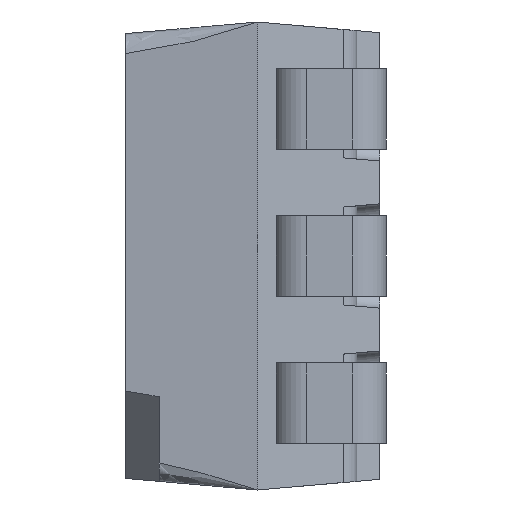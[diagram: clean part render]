
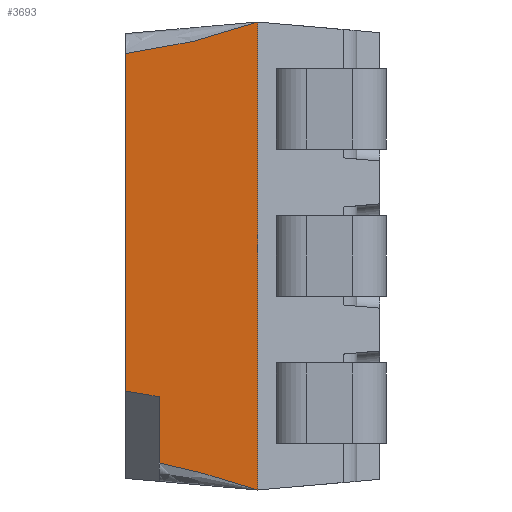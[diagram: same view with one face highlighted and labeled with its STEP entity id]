
A CAD part, left-side view. The second image highlights one B-rep face of the part: STEP entity #3693.
In plain terms, the highlighted planar face has unit normal (-0.996, 0.087, 0).
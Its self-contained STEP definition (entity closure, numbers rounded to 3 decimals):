
#22 = CARTESIAN_POINT ( 'NONE',  ( -1.664, 1.95, 1.514 ) ) ;
#234 = LINE ( 'NONE', #2838, #1917 ) ;
#294 = LINE ( 'NONE', #2161, #1978 ) ;
#335 = CARTESIAN_POINT ( 'NONE',  ( -1.685, 1.7, -1.548 ) ) ;
#503 = ORIENTED_EDGE ( 'NONE', *, *, #4613, .F. ) ;
#586 = CARTESIAN_POINT ( 'NONE',  ( -1.75, 0.961, -1.75 ) ) ;
#634 = CARTESIAN_POINT ( 'NONE',  ( -1.707, 1.452, -1.594 ) ) ;
#672 = CARTESIAN_POINT ( 'NONE',  ( -1.729, 1.207, -1.672 ) ) ;
#817 = CARTESIAN_POINT ( 'NONE',  ( -1.75, 0.961, -1.75 ) ) ;
#1152 = DIRECTION ( 'NONE',  ( 0., 0., 1. ) ) ;
#1170 = CARTESIAN_POINT ( 'NONE',  ( -1.722, 1.285, 1.647 ) ) ;
#1339 = PLANE ( 'NONE',  #3306 ) ;
#1417 = LINE ( 'NONE', #3459, #3158 ) ;
#1428 = DIRECTION ( 'NONE',  ( 0., 0., 1. ) ) ;
#1500 = LINE ( 'NONE', #3581, #1517 ) ;
#1509 = VERTEX_POINT ( 'NONE', #586 ) ;
#1517 = VECTOR ( 'NONE', #3516, 1000. ) ;
#1596 = FACE_OUTER_BOUND ( 'NONE', #1883, .T. ) ;
#1620 = EDGE_CURVE ( 'NONE', #4618, #1886, #234, .T. ) ;
#1803 = B_SPLINE_CURVE_WITH_KNOTS ( 'NONE', 3,
 ( #3950, #1170, #3512, #4726, #1936, #3543, #22 ),
 .UNSPECIFIED., .F., .F.,
 ( 4, 3, 4 ),
 ( -0.003, -0.002, -0.002 ),
 .UNSPECIFIED. ) ;
#1883 = EDGE_LOOP ( 'NONE', ( #2914, #4730, #4526, #2634, #4773, #503 ) ) ;
#1886 = VERTEX_POINT ( 'NONE', #4129 ) ;
#1917 = VECTOR ( 'NONE', #4469, 1000. ) ;
#1936 = CARTESIAN_POINT ( 'NONE',  ( -1.664, 1.941, 1.515 ) ) ;
#1955 = CARTESIAN_POINT ( 'NONE',  ( -1.664, 1.95, 1.514 ) ) ;
#1978 = VECTOR ( 'NONE', #1428, 1000. ) ;
#2161 = CARTESIAN_POINT ( 'NONE',  ( -1.664, 1.95, -1.75 ) ) ;
#2507 = DIRECTION ( 'NONE',  ( -0.996, 0.087, 0. ) ) ;
#2634 = ORIENTED_EDGE ( 'NONE', *, *, #3364, .T. ) ;
#2674 = EDGE_CURVE ( 'NONE', #4618, #1509, #3903, .T. ) ;
#2838 = CARTESIAN_POINT ( 'NONE',  ( -1.685, 1.7, -1.75 ) ) ;
#2914 = ORIENTED_EDGE ( 'NONE', *, *, #3601, .F. ) ;
#3158 = VECTOR ( 'NONE', #1152, 1000. ) ;
#3201 = DIRECTION ( 'NONE',  ( -0.087, -0.996, 0. ) ) ;
#3306 = AXIS2_PLACEMENT_3D ( 'NONE', #4377, #2507, #3201 ) ;
#3364 = EDGE_CURVE ( 'NONE', #1509, #4408, #1417, .T. ) ;
#3386 = EDGE_CURVE ( 'NONE', #4408, #4976, #1803, .T. ) ;
#3412 = CARTESIAN_POINT ( 'NONE',  ( -1.685, 1.7, -1.548 ) ) ;
#3459 = CARTESIAN_POINT ( 'NONE',  ( -1.75, 0.961, -1.75 ) ) ;
#3512 = CARTESIAN_POINT ( 'NONE',  ( -1.693, 1.608, 1.544 ) ) ;
#3516 = DIRECTION ( 'NONE',  ( 0.086, 0.982, 0.167 ) ) ;
#3543 = CARTESIAN_POINT ( 'NONE',  ( -1.664, 1.946, 1.514 ) ) ;
#3559 = CARTESIAN_POINT ( 'NONE',  ( -1.664, 1.95, -1.01 ) ) ;
#3581 = CARTESIAN_POINT ( 'NONE',  ( -1.758, 0.868, -1.194 ) ) ;
#3601 = EDGE_CURVE ( 'NONE', #1886, #3892, #1500, .T. ) ;
#3693 = ADVANCED_FACE ( 'NONE', ( #1596 ), #1339, .T. ) ;
#3892 = VERTEX_POINT ( 'NONE', #3559 ) ;
#3903 = B_SPLINE_CURVE_WITH_KNOTS ( 'NONE', 3,
 ( #3412, #634, #672, #817 ),
 .UNSPECIFIED., .F., .F.,
 ( 4, 4 ),
 ( 0.002, 0.003 ),
 .UNSPECIFIED. ) ;
#3950 = CARTESIAN_POINT ( 'NONE',  ( -1.75, 0.961, 1.75 ) ) ;
#4129 = CARTESIAN_POINT ( 'NONE',  ( -1.685, 1.7, -1.052 ) ) ;
#4377 = CARTESIAN_POINT ( 'NONE',  ( -1.75, 0.961, -1.75 ) ) ;
#4408 = VERTEX_POINT ( 'NONE', #4666 ) ;
#4469 = DIRECTION ( 'NONE',  ( 0., 0., 1. ) ) ;
#4526 = ORIENTED_EDGE ( 'NONE', *, *, #2674, .T. ) ;
#4613 = EDGE_CURVE ( 'NONE', #3892, #4976, #294, .T. ) ;
#4618 = VERTEX_POINT ( 'NONE', #335 ) ;
#4666 = CARTESIAN_POINT ( 'NONE',  ( -1.75, 0.961, 1.75 ) ) ;
#4726 = CARTESIAN_POINT ( 'NONE',  ( -1.665, 1.937, 1.515 ) ) ;
#4730 = ORIENTED_EDGE ( 'NONE', *, *, #1620, .F. ) ;
#4773 = ORIENTED_EDGE ( 'NONE', *, *, #3386, .T. ) ;
#4976 = VERTEX_POINT ( 'NONE', #1955 ) ;
